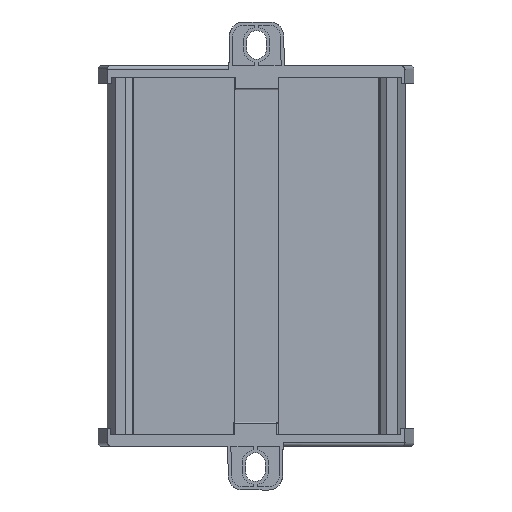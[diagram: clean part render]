
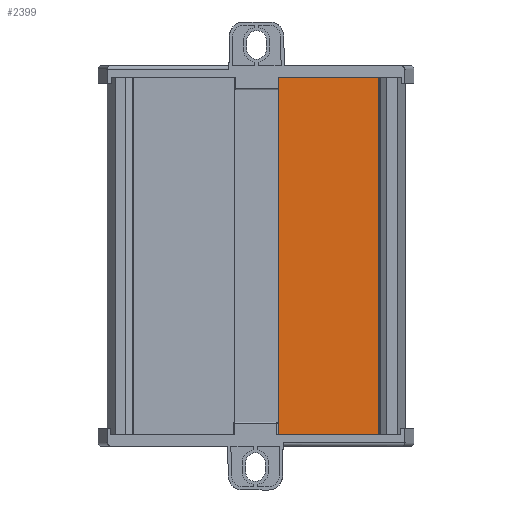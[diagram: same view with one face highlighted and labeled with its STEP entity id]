
A CAD part, front view. The second image highlights one B-rep face of the part: STEP entity #2399.
In plain terms, the highlighted planar face has unit normal (0, -1, 0).
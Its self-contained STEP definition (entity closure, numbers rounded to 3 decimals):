
#528 = VERTEX_POINT ( 'NONE', #3484 ) ;
#865 = LINE ( 'NONE', #1735, #5892 ) ;
#910 = EDGE_CURVE ( 'NONE', #11397, #8231, #1185, .T. ) ;
#1024 = ORIENTED_EDGE ( 'NONE', *, *, #3957, .F. ) ;
#1185 = LINE ( 'NONE', #12294, #6064 ) ;
#1517 = ORIENTED_EDGE ( 'NONE', *, *, #11482, .F. ) ;
#1575 = CARTESIAN_POINT ( 'NONE',  ( 6.025, -1.653, -100. ) ) ;
#1735 = CARTESIAN_POINT ( 'NONE',  ( 34.109, -1.653, -100. ) ) ;
#1826 = DIRECTION ( 'NONE',  ( 0., 0., 1. ) ) ;
#2399 = ADVANCED_FACE ( 'NONE', ( #11492 ), #8472, .T. ) ;
#2505 = ORIENTED_EDGE ( 'NONE', *, *, #11386, .T. ) ;
#3484 = CARTESIAN_POINT ( 'NONE',  ( 6.025, -1.653, 0. ) ) ;
#3957 = EDGE_CURVE ( 'NONE', #528, #6569, #5702, .T. ) ;
#4824 = DIRECTION ( 'NONE',  ( 1., 0., 0. ) ) ;
#4859 = CARTESIAN_POINT ( 'NONE',  ( 34.109, -1.653, 0. ) ) ;
#5270 = DIRECTION ( 'NONE',  ( 1., 0., 0. ) ) ;
#5702 = LINE ( 'NONE', #8641, #10232 ) ;
#5892 = VECTOR ( 'NONE', #8620, 1000. ) ;
#6064 = VECTOR ( 'NONE', #5270, 1000. ) ;
#6341 = VECTOR ( 'NONE', #1826, 1000. ) ;
#6505 = CARTESIAN_POINT ( 'NONE',  ( 34.109, -1.653, -100. ) ) ;
#6569 = VERTEX_POINT ( 'NONE', #4859 ) ;
#8231 = VERTEX_POINT ( 'NONE', #6505 ) ;
#8261 = EDGE_LOOP ( 'NONE', ( #1024, #1517, #8598, #2505 ) ) ;
#8472 = PLANE ( 'NONE',  #11548 ) ;
#8562 = DIRECTION ( 'NONE',  ( 0., -1., 0. ) ) ;
#8598 = ORIENTED_EDGE ( 'NONE', *, *, #910, .T. ) ;
#8620 = DIRECTION ( 'NONE',  ( 0., 0., 1. ) ) ;
#8641 = CARTESIAN_POINT ( 'NONE',  ( 6.025, -1.653, 0. ) ) ;
#9499 = CARTESIAN_POINT ( 'NONE',  ( 6.025, -1.653, -100. ) ) ;
#9583 = DIRECTION ( 'NONE',  ( 0., 0., -1. ) ) ;
#9947 = LINE ( 'NONE', #10777, #6341 ) ;
#10232 = VECTOR ( 'NONE', #4824, 1000. ) ;
#10777 = CARTESIAN_POINT ( 'NONE',  ( 6.025, -1.653, -100. ) ) ;
#11386 = EDGE_CURVE ( 'NONE', #8231, #6569, #865, .T. ) ;
#11397 = VERTEX_POINT ( 'NONE', #9499 ) ;
#11482 = EDGE_CURVE ( 'NONE', #11397, #528, #9947, .T. ) ;
#11492 = FACE_OUTER_BOUND ( 'NONE', #8261, .T. ) ;
#11548 = AXIS2_PLACEMENT_3D ( 'NONE', #1575, #8562, #9583 ) ;
#12294 = CARTESIAN_POINT ( 'NONE',  ( 6.025, -1.653, -100. ) ) ;
